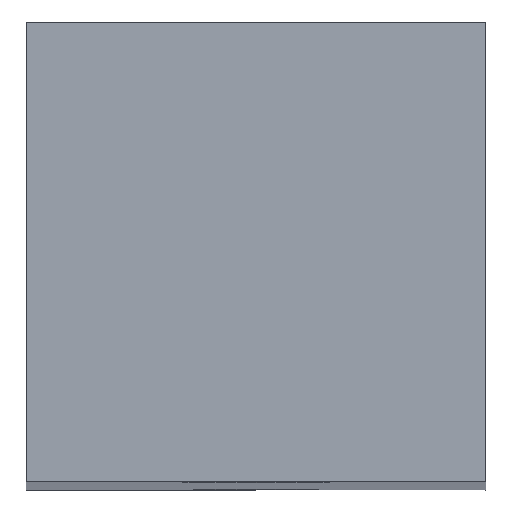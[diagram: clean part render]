
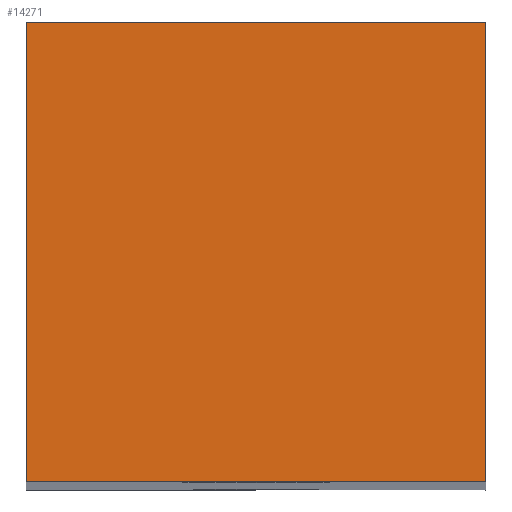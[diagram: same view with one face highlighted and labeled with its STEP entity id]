
A CAD part, top view. The second image highlights one B-rep face of the part: STEP entity #14271.
In plain terms, the highlighted planar face has unit normal (0, 0, 1).
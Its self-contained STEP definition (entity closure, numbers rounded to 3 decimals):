
#11 = VERTEX_POINT ( 'NONE', #12180 ) ;
#234 = EDGE_CURVE ( 'NONE', #11, #5714, #689, .T. ) ;
#689 = LINE ( 'NONE', #8104, #1827 ) ;
#1509 = CARTESIAN_POINT ( 'NONE',  ( 5., 5., 50. ) ) ;
#1814 = VERTEX_POINT ( 'NONE', #2924 ) ;
#1827 = VECTOR ( 'NONE', #2583, 1000. ) ;
#2355 = DIRECTION ( 'NONE',  ( 0., -1., 0. ) ) ;
#2418 = EDGE_CURVE ( 'NONE', #5714, #1814, #9864, .T. ) ;
#2437 = ORIENTED_EDGE ( 'NONE', *, *, #6518, .T. ) ;
#2583 = DIRECTION ( 'NONE',  ( 0., 1., 0. ) ) ;
#2719 = FACE_OUTER_BOUND ( 'NONE', #14325, .T. ) ;
#2924 = CARTESIAN_POINT ( 'NONE',  ( -5., 5., 50. ) ) ;
#3328 = CARTESIAN_POINT ( 'NONE',  ( -5., 5., 50. ) ) ;
#3472 = VECTOR ( 'NONE', #2355, 1000. ) ;
#3711 = VECTOR ( 'NONE', #7751, 1000. ) ;
#5050 = DIRECTION ( 'NONE',  ( 0., 0., 1. ) ) ;
#5714 = VERTEX_POINT ( 'NONE', #1509 ) ;
#6217 = LINE ( 'NONE', #10638, #6321 ) ;
#6225 = ORIENTED_EDGE ( 'NONE', *, *, #234, .T. ) ;
#6321 = VECTOR ( 'NONE', #8112, 1000. ) ;
#6518 = EDGE_CURVE ( 'NONE', #6694, #11, #6217, .T. ) ;
#6694 = VERTEX_POINT ( 'NONE', #7531 ) ;
#7531 = CARTESIAN_POINT ( 'NONE',  ( -5., -5., 50. ) ) ;
#7751 = DIRECTION ( 'NONE',  ( -1., 0., 0. ) ) ;
#8104 = CARTESIAN_POINT ( 'NONE',  ( 5., 5., 50. ) ) ;
#8112 = DIRECTION ( 'NONE',  ( 1., 0., 0. ) ) ;
#8239 = DIRECTION ( 'NONE',  ( 1., 0., 0. ) ) ;
#8469 = ORIENTED_EDGE ( 'NONE', *, *, #2418, .T. ) ;
#8969 = CARTESIAN_POINT ( 'NONE',  ( -5., 5., 50. ) ) ;
#9864 = LINE ( 'NONE', #3328, #3711 ) ;
#10184 = EDGE_CURVE ( 'NONE', #1814, #6694, #12522, .T. ) ;
#10343 = PLANE ( 'NONE',  #13189 ) ;
#10638 = CARTESIAN_POINT ( 'NONE',  ( -5., -5., 50. ) ) ;
#12180 = CARTESIAN_POINT ( 'NONE',  ( 5., -5., 50. ) ) ;
#12522 = LINE ( 'NONE', #8969, #3472 ) ;
#12602 = CARTESIAN_POINT ( 'NONE',  ( 0., 0., 50. ) ) ;
#13189 = AXIS2_PLACEMENT_3D ( 'NONE', #12602, #5050, #8239 ) ;
#13945 = ORIENTED_EDGE ( 'NONE', *, *, #10184, .T. ) ;
#14271 = ADVANCED_FACE ( 'NONE', ( #2719 ), #10343, .T. ) ;
#14325 = EDGE_LOOP ( 'NONE', ( #6225, #8469, #13945, #2437 ) ) ;
